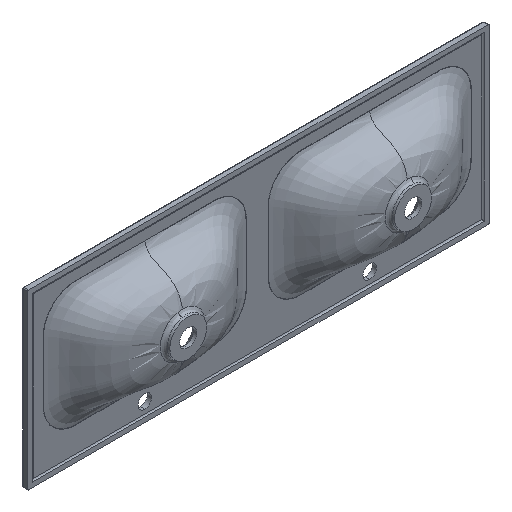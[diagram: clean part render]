
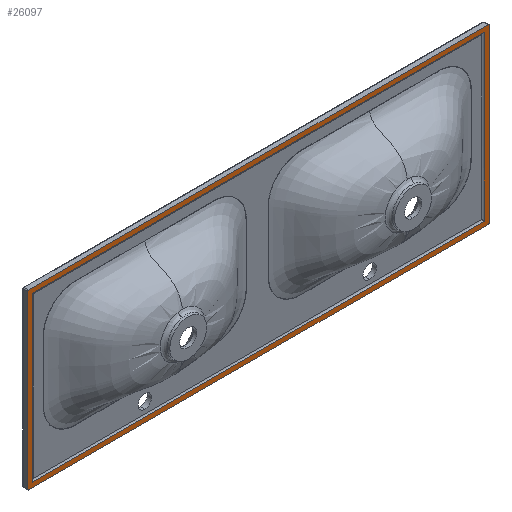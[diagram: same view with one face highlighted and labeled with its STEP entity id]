
A CAD part, isometric view. The second image highlights one B-rep face of the part: STEP entity #26097.
In plain terms, the highlighted planar face has unit normal (0, -1, 0).
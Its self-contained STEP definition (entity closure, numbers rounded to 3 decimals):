
#683 = EDGE_CURVE ( 'NONE', #43113, #6269, #31847, .T. ) ;
#1851 = DIRECTION ( 'NONE',  ( 0., 0., -1. ) ) ;
#2207 = CARTESIAN_POINT ( 'NONE',  ( 0., -14., 0. ) ) ;
#2239 = CARTESIAN_POINT ( 'NONE',  ( -307.549, -14., -223.927 ) ) ;
#2990 = CARTESIAN_POINT ( 'NONE',  ( 891.6, -14., -224.755 ) ) ;
#4060 = CARTESIAN_POINT ( 'NONE',  ( 307.06, -14., 212.886 ) ) ;
#4604 = VECTOR ( 'NONE', #28577, 1000. ) ;
#4733 = VERTEX_POINT ( 'NONE', #34979 ) ;
#4969 = EDGE_CURVE ( 'NONE', #36871, #43113, #40464, .T. ) ;
#6039 = ORIENTED_EDGE ( 'NONE', *, *, #15827, .T. ) ;
#6177 = CARTESIAN_POINT ( 'NONE',  ( -305.548, -14., -224.755 ) ) ;
#6269 = VERTEX_POINT ( 'NONE', #12813 ) ;
#6272 = LINE ( 'NONE', #10245, #35188 ) ;
#6406 = CARTESIAN_POINT ( 'NONE',  ( 891.601, -14., 225.244 ) ) ;
#7964 = CARTESIAN_POINT ( 'NONE',  ( 307.06, -14., 225.244 ) ) ;
#9910 = DIRECTION ( 'NONE',  ( 0., 0., 1. ) ) ;
#9994 = CARTESIAN_POINT ( 'NONE',  ( 892.429, -14., -222.755 ) ) ;
#10003 = VERTEX_POINT ( 'NONE', #33022 ) ;
#10245 = CARTESIAN_POINT ( 'NONE',  ( 307.06, -14., -212.338 ) ) ;
#11041 = CARTESIAN_POINT ( 'NONE',  ( 880.071, -14., -212.338 ) ) ;
#11294 = DIRECTION ( 'NONE',  ( 0., 0., 1. ) ) ;
#11684 = ORIENTED_EDGE ( 'NONE', *, *, #38046, .T. ) ;
#11824 = EDGE_CURVE ( 'NONE', #32923, #21794, #21571, .T. ) ;
#12426 = LINE ( 'NONE', #37390, #14301 ) ;
#12509 = CARTESIAN_POINT ( 'NONE',  ( -307.549, -14., 224.416 ) ) ;
#12813 = CARTESIAN_POINT ( 'NONE',  ( 892.429, -14., 223.245 ) ) ;
#13040 = CARTESIAN_POINT ( 'NONE',  ( 892.429, -14., -223.927 ) ) ;
#13112 = CARTESIAN_POINT ( 'NONE',  ( 880.071, -14., 0. ) ) ;
#13217 = CARTESIAN_POINT ( 'NONE',  ( -295.191, -14., 224.755 ) ) ;
#13685 = DIRECTION ( 'NONE',  ( 0., 0., -1. ) ) ;
#14020 = CARTESIAN_POINT ( 'NONE',  ( 892.429, -14., -222.755 ) ) ;
#14301 = VECTOR ( 'NONE', #19657, 1000. ) ;
#15073 = VECTOR ( 'NONE', #45799, 1000. ) ;
#15539 = ORIENTED_EDGE ( 'NONE', *, *, #21517, .T. ) ;
#15558 = CARTESIAN_POINT ( 'NONE',  ( 890.428, -14., -224.755 ) ) ;
#15827 = EDGE_CURVE ( 'NONE', #34807, #27055, #31193, .T. ) ;
#16220 = ORIENTED_EDGE ( 'NONE', *, *, #24622, .F. ) ;
#16345 = EDGE_CURVE ( 'NONE', #21794, #29772, #45438, .T. ) ;
#16773 = CARTESIAN_POINT ( 'NONE',  ( 890.428, -14., -224.755 ) ) ;
#17071 = ORIENTED_EDGE ( 'NONE', *, *, #26357, .T. ) ;
#17153 = FACE_BOUND ( 'NONE', #37786, .T. ) ;
#17315 = CARTESIAN_POINT ( 'NONE',  ( -295.191, -14., -212.338 ) ) ;
#17319 = LINE ( 'NONE', #13112, #15073 ) ;
#18253 = LINE ( 'NONE', #7964, #44165 ) ;
#19456 = VECTOR ( 'NONE', #11294, 1000. ) ;
#19657 = DIRECTION ( 'NONE',  ( 1., 0., 0. ) ) ;
#19731 = FACE_OUTER_BOUND ( 'NONE', #34750, .T. ) ;
#20086 = EDGE_CURVE ( 'NONE', #27055, #36871, #12426, .T. ) ;
#20573 = CARTESIAN_POINT ( 'NONE',  ( -305.55, -14., 225.244 ) ) ;
#20932 = EDGE_CURVE ( 'NONE', #41592, #32923, #17319, .T. ) ;
#21517 = EDGE_CURVE ( 'NONE', #10003, #34807, #22645, .T. ) ;
#21571 = LINE ( 'NONE', #4060, #4604 ) ;
#21751 = CARTESIAN_POINT ( 'NONE',  ( 880.071, -14., 212.886 ) ) ;
#21794 = VERTEX_POINT ( 'NONE', #44133 ) ;
#21955 = ORIENTED_EDGE ( 'NONE', *, *, #34104, .T. ) ;
#22645 = LINE ( 'NONE', #39930, #35913 ) ;
#23457 = CARTESIAN_POINT ( 'NONE',  ( 892.429, -14., 224.416 ) ) ;
#23919 = CARTESIAN_POINT ( 'NONE',  ( -306.721, -14., 225.244 ) ) ;
#24622 = EDGE_CURVE ( 'NONE', #29772, #41592, #6272, .T. ) ;
#26097 = ADVANCED_FACE ( 'NONE', ( #19731, #17153 ), #26967, .F. ) ;
#26357 = EDGE_CURVE ( 'NONE', #6269, #4733, #40736, .T. ) ;
#26745 = CARTESIAN_POINT ( 'NONE',  ( -307.549, -14., 223.245 ) ) ;
#26967 = PLANE ( 'NONE',  #39647 ) ;
#27024 = CARTESIAN_POINT ( 'NONE',  ( -307.549, -14., -222.755 ) ) ;
#27055 = VERTEX_POINT ( 'NONE', #6177 ) ;
#27223 = CARTESIAN_POINT ( 'NONE',  ( -306.72, -14., -224.755 ) ) ;
#27649 = CARTESIAN_POINT ( 'NONE',  ( 892.429, -14., 223.245 ) ) ;
#27920 =( BOUNDED_CURVE ( )  B_SPLINE_CURVE ( 3, ( #34664, #23919, #12509, #26745 ),
 .UNSPECIFIED., .F., .T. ) 
 B_SPLINE_CURVE_WITH_KNOTS ( ( 4, 4 ),
 ( 2.357, 3.926 ),
 .UNSPECIFIED. ) 
 CURVE ( )  GEOMETRIC_REPRESENTATION_ITEM ( )  RATIONAL_B_SPLINE_CURVE ( ( 1., 0.805, 0.805, 1. ) ) 
 REPRESENTATION_ITEM ( '' )  );
#28153 = CARTESIAN_POINT ( 'NONE',  ( -305.548, -14., -224.755 ) ) ;
#28577 = DIRECTION ( 'NONE',  ( -1., 0., 0. ) ) ;
#29030 = ORIENTED_EDGE ( 'NONE', *, *, #16345, .F. ) ;
#29772 = VERTEX_POINT ( 'NONE', #17315 ) ;
#30469 = CARTESIAN_POINT ( 'NONE',  ( 890.43, -14., 225.244 ) ) ;
#31076 = ORIENTED_EDGE ( 'NONE', *, *, #20932, .F. ) ;
#31143 = VERTEX_POINT ( 'NONE', #20573 ) ;
#31193 =( BOUNDED_CURVE ( )  B_SPLINE_CURVE ( 3, ( #38413, #2239, #27223, #28153 ),
 .UNSPECIFIED., .F., .T. ) 
 B_SPLINE_CURVE_WITH_KNOTS ( ( 4, 4 ),
 ( 3.142, 4.712 ),
 .UNSPECIFIED. ) 
 CURVE ( )  GEOMETRIC_REPRESENTATION_ITEM ( )  RATIONAL_B_SPLINE_CURVE ( ( 1., 0.805, 0.805, 1. ) ) 
 REPRESENTATION_ITEM ( '' )  );
#31847 = LINE ( 'NONE', #32075, #19456 ) ;
#32075 = CARTESIAN_POINT ( 'NONE',  ( 892.429, -14., 224.755 ) ) ;
#32923 = VERTEX_POINT ( 'NONE', #21751 ) ;
#33022 = CARTESIAN_POINT ( 'NONE',  ( -307.549, -14., 223.245 ) ) ;
#33956 = ORIENTED_EDGE ( 'NONE', *, *, #4969, .T. ) ;
#34104 = EDGE_CURVE ( 'NONE', #4733, #31143, #18253, .T. ) ;
#34382 = VECTOR ( 'NONE', #13685, 1000. ) ;
#34664 = CARTESIAN_POINT ( 'NONE',  ( -305.55, -14., 225.244 ) ) ;
#34750 = EDGE_LOOP ( 'NONE', ( #33956, #42297, #17071, #21955, #11684, #15539, #6039, #45624 ) ) ;
#34807 = VERTEX_POINT ( 'NONE', #27024 ) ;
#34979 = CARTESIAN_POINT ( 'NONE',  ( 890.43, -14., 225.244 ) ) ;
#35188 = VECTOR ( 'NONE', #37789, 1000. ) ;
#35529 = DIRECTION ( 'NONE',  ( -1., 0., 0. ) ) ;
#35913 = VECTOR ( 'NONE', #1851, 1000. ) ;
#36477 = ORIENTED_EDGE ( 'NONE', *, *, #11824, .F. ) ;
#36871 = VERTEX_POINT ( 'NONE', #15558 ) ;
#37390 = CARTESIAN_POINT ( 'NONE',  ( 307.06, -14., -224.755 ) ) ;
#37786 = EDGE_LOOP ( 'NONE', ( #16220, #29030, #36477, #31076 ) ) ;
#37789 = DIRECTION ( 'NONE',  ( 1., 0., 0. ) ) ;
#38046 = EDGE_CURVE ( 'NONE', #31143, #10003, #27920, .T. ) ;
#38413 = CARTESIAN_POINT ( 'NONE',  ( -307.549, -14., -222.755 ) ) ;
#39647 = AXIS2_PLACEMENT_3D ( 'NONE', #2207, #45171, #9910 ) ;
#39930 = CARTESIAN_POINT ( 'NONE',  ( -307.549, -14., 224.755 ) ) ;
#40464 =( BOUNDED_CURVE ( )  B_SPLINE_CURVE ( 3, ( #16773, #2990, #13040, #9994 ),
 .UNSPECIFIED., .F., .T. ) 
 B_SPLINE_CURVE_WITH_KNOTS ( ( 4, 4 ),
 ( 1.571, 3.142 ),
 .UNSPECIFIED. ) 
 CURVE ( )  GEOMETRIC_REPRESENTATION_ITEM ( )  RATIONAL_B_SPLINE_CURVE ( ( 1., 0.805, 0.805, 1. ) ) 
 REPRESENTATION_ITEM ( '' )  );
#40736 =( BOUNDED_CURVE ( )  B_SPLINE_CURVE ( 3, ( #27649, #23457, #6406, #30469 ),
 .UNSPECIFIED., .F., .T. ) 
 B_SPLINE_CURVE_WITH_KNOTS ( ( 4, 4 ),
 ( 2.357, 3.926 ),
 .UNSPECIFIED. ) 
 CURVE ( )  GEOMETRIC_REPRESENTATION_ITEM ( )  RATIONAL_B_SPLINE_CURVE ( ( 1., 0.805, 0.805, 1. ) ) 
 REPRESENTATION_ITEM ( '' )  );
#41592 = VERTEX_POINT ( 'NONE', #11041 ) ;
#42297 = ORIENTED_EDGE ( 'NONE', *, *, #683, .T. ) ;
#43113 = VERTEX_POINT ( 'NONE', #14020 ) ;
#44133 = CARTESIAN_POINT ( 'NONE',  ( -295.191, -14., 212.886 ) ) ;
#44165 = VECTOR ( 'NONE', #35529, 1000. ) ;
#45171 = DIRECTION ( 'NONE',  ( 0., 1., 0. ) ) ;
#45438 = LINE ( 'NONE', #13217, #34382 ) ;
#45624 = ORIENTED_EDGE ( 'NONE', *, *, #20086, .T. ) ;
#45799 = DIRECTION ( 'NONE',  ( 0., 0., 1. ) ) ;
